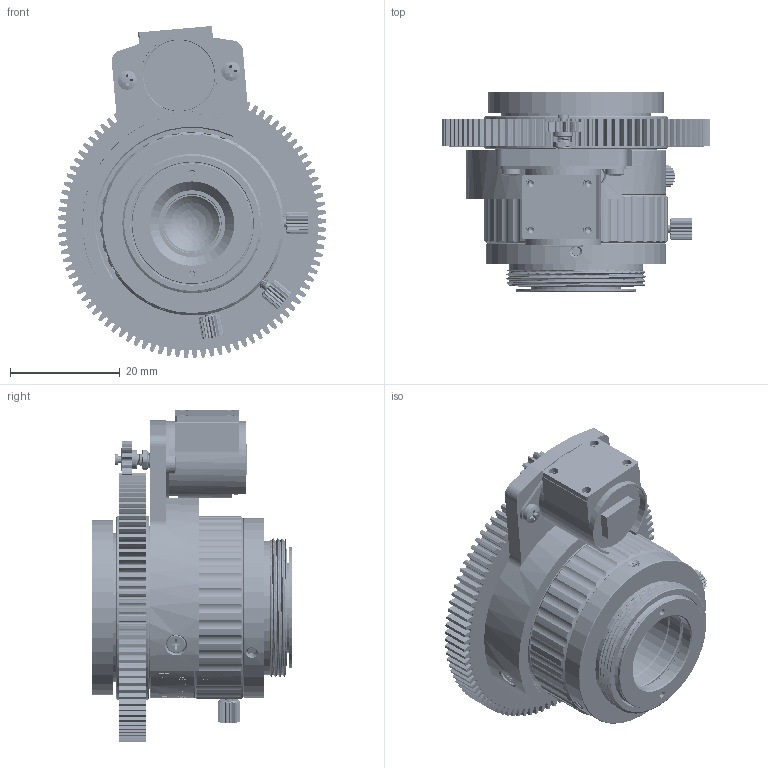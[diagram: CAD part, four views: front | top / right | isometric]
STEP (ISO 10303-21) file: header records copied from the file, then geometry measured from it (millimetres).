
FILE_DESCRIPTION(('FreeCAD Model'),'2;1');
FILE_NAME('Open CASCADE Shape Model','2025-01-22T11:43:54',('Author'),( ''),'Open CASCADE STEP processor 7.8','FreeCAD','Unknown');
FILE_SCHEMA(('AUTOMOTIVE_DESIGN { 1 0 10303 214 1 1 1 1 }'));
Length unit declared in the file: millimetre
Products named in the file (36): VA-LCM-5MP-16MM-F1.4-015-AF; 504; 503_ASM; 501_ASM; 501; 302; 301; 512; 511; 502_ASM; 502; 515; 521; M14402001; 508; 522; 507; 506; 531; JD20202002; 505-1; 16-__________-43752; M20403501; 12-CBD-V2_0_3D__ASM; CROSS_RECESSED_SMALL_PAN_HEAD_S; 12____-YN2; PRODUCT_40963; M1_6X0_2____; 12-______; DEEP_GROOVE_BALL_BEARINGS_GB_RO; 12__-_______2; PRODUCT_21990; 12-____-CBD-25998; 12-____-CBD-24246; 12-________-3_0; 12-____________-SF
Assembly tree (46 placements, depth 4):
  VA-LCM-5MP-16MM-F1.4-015-AF
    504
    503_ASM
      501_ASM
        501
        302
        301
        512
        511
      502_ASM
        502
        515
      521  x2
      M14402001  x2
      508
    522
    507
    506
    531  x3
    JD20202002  x5
    505-1
    16-__________-43752
    M20403501  x2
    12-CBD-V2_0_3D__ASM
      CROSS_RECESSED_SMALL_PAN_HEAD_S  x2
      12____-YN2
      PRODUCT_40963
      M1_6X0_2____
      12-______
      DEEP_GROOVE_BALL_BEARINGS_GB_RO  x2
      12__-_______2
      PRODUCT_21990
      12-____-CBD-25998
      12-____-CBD-24246
      12-________-3_0
      12-____________-SF
Bounding box: 49 x 36.5 x 60.55 mm (x, y, z)
Volume: 24669.3 mm3; surface area: 31612.2 mm2
Topology: 42 solids, 42 shells, 3471 faces, 9563 edges, 6124 vertices
Faces by surface type: cylinder 1239, plane 693, bspline 607, cone 480, extrusion 216, torus 120, sphere 116
Entity records: 158439 total; most frequent: CARTESIAN_POINT 87198, ORIENTED_EDGE 16124, DIRECTION 12381, EDGE_CURVE 8062, VERTEX_POINT 5259, AXIS2_PLACEMENT_3D 4608, VECTOR 3165, FACE_BOUND 3149
